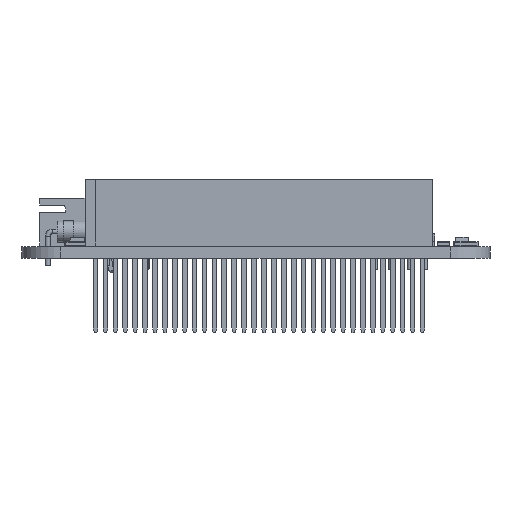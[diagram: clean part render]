
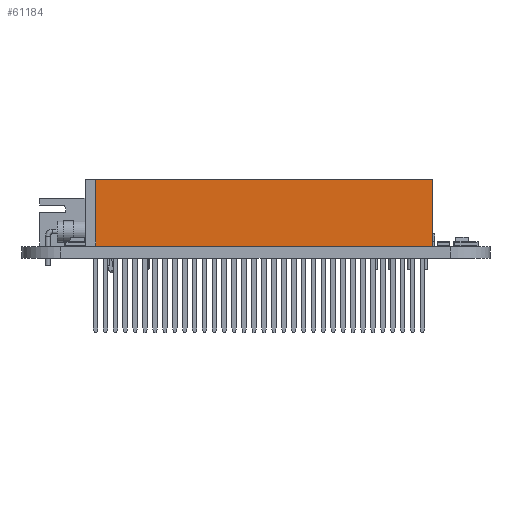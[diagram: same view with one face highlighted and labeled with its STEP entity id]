
A CAD part, left-side view. The second image highlights one B-rep face of the part: STEP entity #61184.
In plain terms, the highlighted planar face has unit normal (-1, 0, 0).
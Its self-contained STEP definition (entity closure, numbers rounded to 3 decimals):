
#61184 = ADVANCED_FACE('',(#61185),#61219,.F.);
#61185 = FACE_BOUND('',#61186,.T.);
#61186 = EDGE_LOOP('',(#61187,#61197,#61205,#61213));
#61187 = ORIENTED_EDGE('',*,*,#61188,.T.);
#61188 = EDGE_CURVE('',#61189,#61191,#61193,.T.);
#61189 = VERTEX_POINT('',#61190);
#61190 = CARTESIAN_POINT('',(-1.27,1.27,0.));
#61191 = VERTEX_POINT('',#61192);
#61192 = CARTESIAN_POINT('',(-1.27,-41.91,0.));
#61193 = LINE('',#61194,#61195);
#61194 = CARTESIAN_POINT('',(-1.27,1.27,0.));
#61195 = VECTOR('',#61196,1.);
#61196 = DIRECTION('',(0.,-1.,0.));
#61197 = ORIENTED_EDGE('',*,*,#61198,.T.);
#61198 = EDGE_CURVE('',#61191,#61199,#61201,.T.);
#61199 = VERTEX_POINT('',#61200);
#61200 = CARTESIAN_POINT('',(-1.27,-41.91,8.5));
#61201 = LINE('',#61202,#61203);
#61202 = CARTESIAN_POINT('',(-1.27,-41.91,0.));
#61203 = VECTOR('',#61204,1.);
#61204 = DIRECTION('',(0.,0.,1.));
#61205 = ORIENTED_EDGE('',*,*,#61206,.F.);
#61206 = EDGE_CURVE('',#61207,#61199,#61209,.T.);
#61207 = VERTEX_POINT('',#61208);
#61208 = CARTESIAN_POINT('',(-1.27,1.27,8.5));
#61209 = LINE('',#61210,#61211);
#61210 = CARTESIAN_POINT('',(-1.27,1.27,8.5));
#61211 = VECTOR('',#61212,1.);
#61212 = DIRECTION('',(0.,-1.,0.));
#61213 = ORIENTED_EDGE('',*,*,#61214,.F.);
#61214 = EDGE_CURVE('',#61189,#61207,#61215,.T.);
#61215 = LINE('',#61216,#61217);
#61216 = CARTESIAN_POINT('',(-1.27,1.27,0.));
#61217 = VECTOR('',#61218,1.);
#61218 = DIRECTION('',(0.,0.,1.));
#61219 = PLANE('',#61220);
#61220 = AXIS2_PLACEMENT_3D('',#61221,#61222,#61223);
#61221 = CARTESIAN_POINT('',(-1.27,1.27,0.));
#61222 = DIRECTION('',(1.,0.,0.));
#61223 = DIRECTION('',(0.,-1.,0.));
